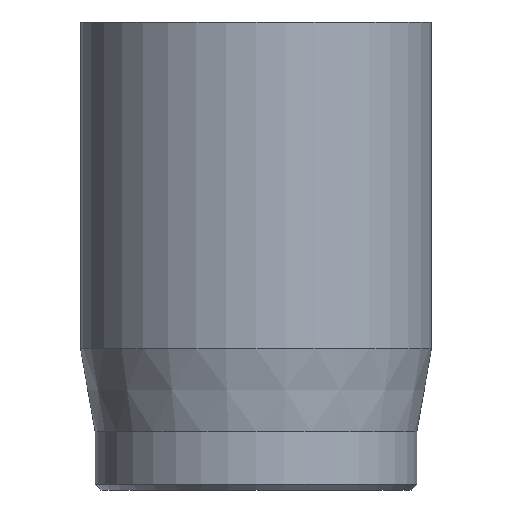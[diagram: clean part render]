
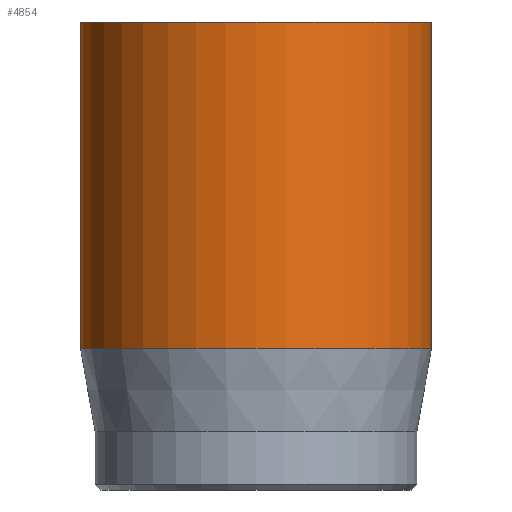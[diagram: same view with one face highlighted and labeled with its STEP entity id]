
A CAD part, front view. The second image highlights one B-rep face of the part: STEP entity #4854.
In plain terms, the highlighted cylindrical face has radius 3 mm (diameter 6 mm), a full revolution.
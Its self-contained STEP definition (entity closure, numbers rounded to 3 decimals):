
#31=CYLINDRICAL_SURFACE('',#5062,3.);
#45=CIRCLE('',#5035,3.);
#57=CIRCLE('',#5060,3.);
#58=CIRCLE('',#5061,3.);
#391=FACE_OUTER_BOUND('',#678,.T.);
#678=EDGE_LOOP('',(#4173,#4174,#4175,#4176,#4177));
#1025=LINE('',#8816,#1393);
#1393=VECTOR('',#5568,3.);
#2182=VERTEX_POINT('',#8767);
#2194=VERTEX_POINT('',#8810);
#2195=VERTEX_POINT('',#8811);
#2852=EDGE_CURVE('',#2182,#2182,#45,.T.);
#2870=EDGE_CURVE('',#2194,#2195,#57,.T.);
#2871=EDGE_CURVE('',#2195,#2194,#58,.T.);
#2873=EDGE_CURVE('',#2182,#2194,#1025,.T.);
#4173=ORIENTED_EDGE('',*,*,#2852,.T.);
#4174=ORIENTED_EDGE('',*,*,#2873,.T.);
#4175=ORIENTED_EDGE('',*,*,#2870,.T.);
#4176=ORIENTED_EDGE('',*,*,#2871,.T.);
#4177=ORIENTED_EDGE('',*,*,#2873,.F.);
#4854=ADVANCED_FACE('',(#391),#31,.T.);
#5035=AXIS2_PLACEMENT_3D('',#8768,#5505,#5506);
#5060=AXIS2_PLACEMENT_3D('',#8812,#5561,#5562);
#5061=AXIS2_PLACEMENT_3D('',#8813,#5563,#5564);
#5062=AXIS2_PLACEMENT_3D('',#8815,#5566,#5567);
#5505=DIRECTION('center_axis',(0.,0.,-1.));
#5506=DIRECTION('ref_axis',(-1.,0.,0.));
#5561=DIRECTION('center_axis',(0.,0.,1.));
#5562=DIRECTION('ref_axis',(-1.,0.,0.));
#5563=DIRECTION('center_axis',(0.,0.,1.));
#5564=DIRECTION('ref_axis',(-1.,0.,0.));
#5566=DIRECTION('center_axis',(0.,0.,1.));
#5567=DIRECTION('ref_axis',(-1.,0.,0.));
#5568=DIRECTION('',(0.,0.,-1.));
#8767=CARTESIAN_POINT('',(3.,0.,8.));
#8768=CARTESIAN_POINT('Origin',(0.,0.,8.));
#8810=CARTESIAN_POINT('',(3.,0.,2.418));
#8811=CARTESIAN_POINT('',(-3.,0.,2.418));
#8812=CARTESIAN_POINT('Origin',(0.,0.,2.418));
#8813=CARTESIAN_POINT('Origin',(0.,0.,2.418));
#8815=CARTESIAN_POINT('Origin',(0.,0.,0.));
#8816=CARTESIAN_POINT('',(3.,0.,0.));
